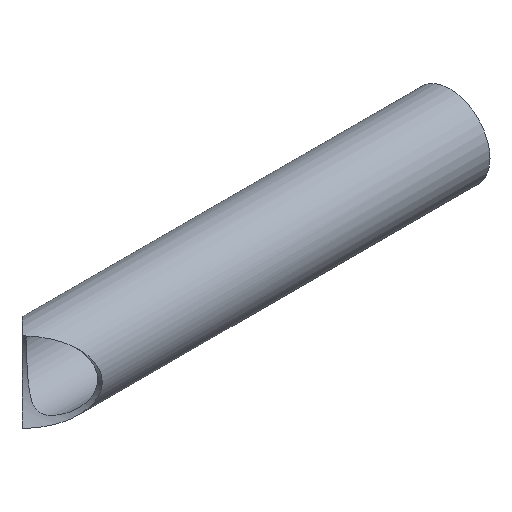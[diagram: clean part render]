
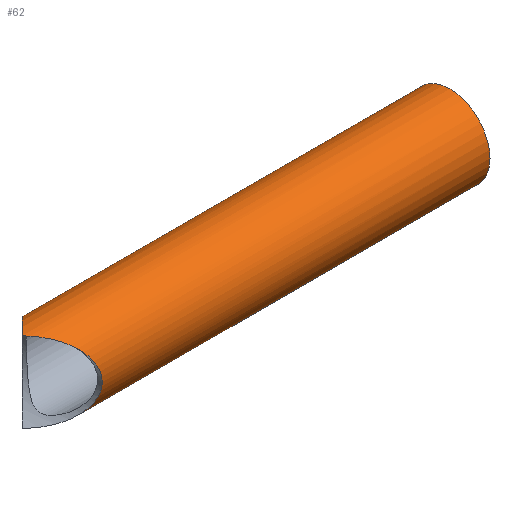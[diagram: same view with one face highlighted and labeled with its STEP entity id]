
A CAD part, isometric view. The second image highlights one B-rep face of the part: STEP entity #62.
In plain terms, the highlighted cylindrical face has radius 19.05 mm (diameter 38.1 mm), a full revolution.
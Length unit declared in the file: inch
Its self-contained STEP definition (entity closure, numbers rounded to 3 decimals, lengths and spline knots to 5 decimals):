
#15=ELLIPSE('',#77,1.06066,0.75);
#16=ELLIPSE('',#78,1.06066,0.75);
#17=CYLINDRICAL_SURFACE('',#76,0.75);
#23=FACE_BOUND('',#33,.T.);
#27=FACE_OUTER_BOUND('',#32,.T.);
#32=EDGE_LOOP('',(#52,#53));
#33=EDGE_LOOP('',(#54));
#38=CIRCLE('',#74,0.75);
#40=VERTEX_POINT('',#101);
#42=VERTEX_POINT('',#106);
#43=VERTEX_POINT('',#107);
#45=EDGE_CURVE('',#40,#40,#38,.T.);
#47=EDGE_CURVE('',#42,#43,#15,.T.);
#48=EDGE_CURVE('',#43,#42,#16,.T.);
#52=ORIENTED_EDGE('',*,*,#47,.F.);
#53=ORIENTED_EDGE('',*,*,#48,.F.);
#54=ORIENTED_EDGE('',*,*,#45,.T.);
#62=ADVANCED_FACE('',(#27,#23),#17,.T.);
#74=AXIS2_PLACEMENT_3D('',#102,#85,#86);
#76=AXIS2_PLACEMENT_3D('',#105,#89,#90);
#77=AXIS2_PLACEMENT_3D('',#108,#91,#92);
#78=AXIS2_PLACEMENT_3D('',#109,#93,#94);
#85=DIRECTION('center_axis',(-1.,0.,0.));
#86=DIRECTION('ref_axis',(0.,1.,0.));
#89=DIRECTION('center_axis',(1.,0.,0.));
#90=DIRECTION('ref_axis',(0.,-1.,0.));
#91=DIRECTION('center_axis',(-0.707,-0.707,0.));
#92=DIRECTION('ref_axis',(0.707,-0.707,0.));
#93=DIRECTION('center_axis',(-0.707,0.707,0.));
#94=DIRECTION('ref_axis',(-0.707,-0.707,0.));
#101=CARTESIAN_POINT('',(8.,-0.75,0.));
#102=CARTESIAN_POINT('Origin',(8.,0.,0.));
#105=CARTESIAN_POINT('Origin',(0.,0.,0.));
#106=CARTESIAN_POINT('',(0.,0.,-0.75));
#107=CARTESIAN_POINT('',(0.,0.,0.75));
#108=CARTESIAN_POINT('Origin',(0.,0.,0.));
#109=CARTESIAN_POINT('Origin',(0.,0.,0.));
